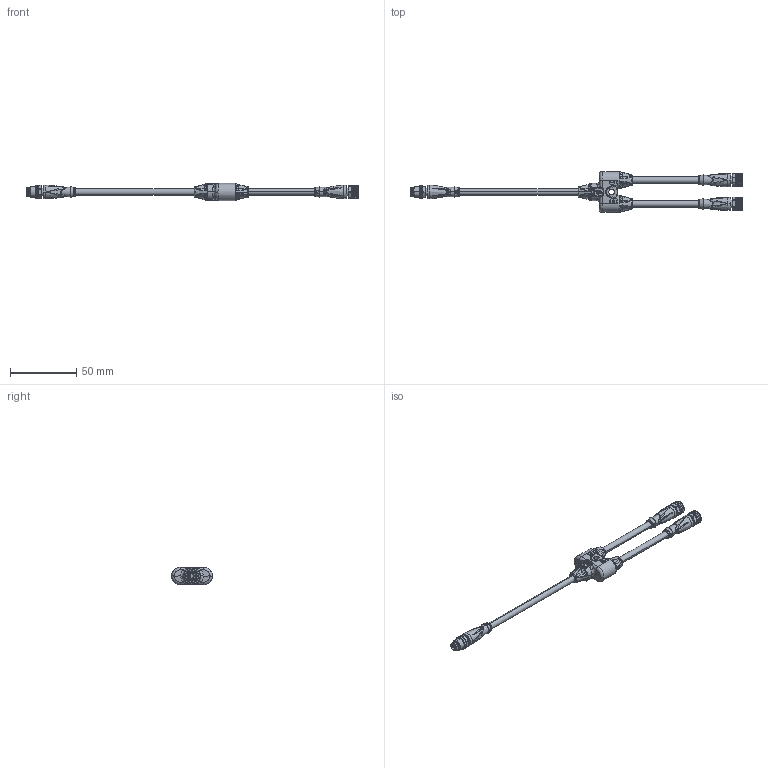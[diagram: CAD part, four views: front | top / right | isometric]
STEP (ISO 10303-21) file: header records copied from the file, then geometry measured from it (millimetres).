
FILE_DESCRIPTION((''),'2;1');
FILE_NAME('CAD-9225_ASM','2024-11-28T14:00:31',('creinig-se'),(''),'CREO PARAMETRIC BY PTC INC, 2022284','CREO PARAMETRIC BY PTC INC, 2022284','');
FILE_SCHEMA(('CONFIG_CONTROL_DESIGN','SHAPE_APPEARANCE_LAYERS_GROUPS'));
Products named in the file (4): CAD-8758_KOPF; CAD-7392_EINFACH_SW0001; CAD-8780_STECKER_SW0001; CAD-9225_ASM
Assembly tree (4 placements, depth 2):
  CAD-9225_ASM
    CAD-8758_KOPF
    CAD-7392_EINFACH_SW0001  x2
    CAD-8780_STECKER_SW0001
Bounding box: 251.3 x 31 x 13 mm (x, y, z)
Volume: 17078.2 mm3; surface area: 11038 mm2
Topology: 8 solids, 8 shells, 2501 faces, 6509 edges, 4092 vertices
Faces by surface type: plane 1071, bspline 475, cylinder 383, torus 310, cone 210, extrusion 40, sphere 12
Entity records: 102428 total; most frequent: CARTESIAN_POINT 47870, ORIENTED_EDGE 9360, DIRECTION 7357, EDGE_CURVE 4680, VERTEX_POINT 2941, AXIS2_PLACEMENT_3D 2642, PRESENTATION_STYLE_ASSIGNMENT 2464, STYLED_ITEM 2464
